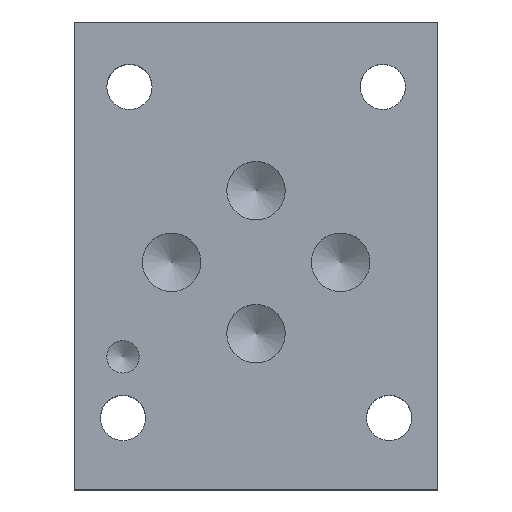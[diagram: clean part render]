
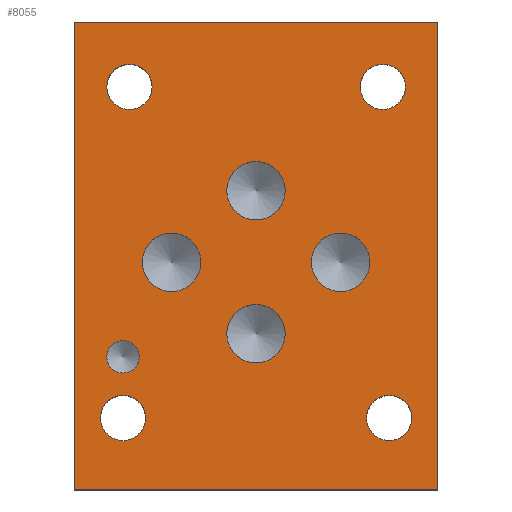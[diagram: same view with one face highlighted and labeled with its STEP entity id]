
A CAD part, top view. The second image highlights one B-rep face of the part: STEP entity #8055.
In plain terms, the highlighted planar face has unit normal (0, 0, 1).
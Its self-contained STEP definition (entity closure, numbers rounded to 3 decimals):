
#93=CIRCLE('',#8416,2.769);
#94=CIRCLE('',#8418,2.769);
#95=CIRCLE('',#8420,2.769);
#96=CIRCLE('',#8422,2.769);
#98=CIRCLE('',#8426,3.569);
#100=CIRCLE('',#8430,3.569);
#102=CIRCLE('',#8434,3.569);
#104=CIRCLE('',#8438,3.569);
#106=CIRCLE('',#8442,1.981);
#159=FACE_BOUND('',#1328,.T.);
#160=FACE_BOUND('',#1329,.T.);
#161=FACE_BOUND('',#1330,.T.);
#162=FACE_BOUND('',#1331,.T.);
#163=FACE_BOUND('',#1332,.T.);
#164=FACE_BOUND('',#1333,.T.);
#165=FACE_BOUND('',#1334,.T.);
#166=FACE_BOUND('',#1335,.T.);
#167=FACE_BOUND('',#1336,.T.);
#449=PLANE('',#8447);
#862=FACE_OUTER_BOUND('',#1327,.T.);
#1327=EDGE_LOOP('',(#7191,#7192,#7193,#7194));
#1328=EDGE_LOOP('',(#7195));
#1329=EDGE_LOOP('',(#7196));
#1330=EDGE_LOOP('',(#7197));
#1331=EDGE_LOOP('',(#7198));
#1332=EDGE_LOOP('',(#7199));
#1333=EDGE_LOOP('',(#7200));
#1334=EDGE_LOOP('',(#7201));
#1335=EDGE_LOOP('',(#7202));
#1336=EDGE_LOOP('',(#7203));
#1681=LINE('',#11923,#2529);
#2095=LINE('',#12906,#2943);
#2141=LINE('',#13240,#2989);
#2184=LINE('',#13520,#3032);
#2529=VECTOR('',#8998,10.);
#2943=VECTOR('',#9722,10.);
#2989=VECTOR('',#9794,10.);
#3032=VECTOR('',#10039,10.);
#3540=VERTEX_POINT('',#11920);
#3541=VERTEX_POINT('',#11922);
#3827=VERTEX_POINT('',#12904);
#3878=VERTEX_POINT('',#13239);
#3927=VERTEX_POINT('',#13459);
#3928=VERTEX_POINT('',#13463);
#3929=VERTEX_POINT('',#13467);
#3930=VERTEX_POINT('',#13471);
#3933=VERTEX_POINT('',#13480);
#3936=VERTEX_POINT('',#13489);
#3939=VERTEX_POINT('',#13498);
#3942=VERTEX_POINT('',#13507);
#3945=VERTEX_POINT('',#13516);
#4428=EDGE_CURVE('',#3541,#3540,#1681,.T.);
#4858=EDGE_CURVE('',#3540,#3827,#2095,.T.);
#4933=EDGE_CURVE('',#3878,#3541,#2141,.T.);
#5003=EDGE_CURVE('',#3927,#3927,#93,.T.);
#5005=EDGE_CURVE('',#3928,#3928,#94,.T.);
#5007=EDGE_CURVE('',#3929,#3929,#95,.T.);
#5009=EDGE_CURVE('',#3930,#3930,#96,.T.);
#5013=EDGE_CURVE('',#3933,#3933,#98,.T.);
#5017=EDGE_CURVE('',#3936,#3936,#100,.T.);
#5021=EDGE_CURVE('',#3939,#3939,#102,.T.);
#5025=EDGE_CURVE('',#3942,#3942,#104,.T.);
#5029=EDGE_CURVE('',#3945,#3945,#106,.T.);
#5031=EDGE_CURVE('',#3827,#3878,#2184,.T.);
#7191=ORIENTED_EDGE('',*,*,#4933,.T.);
#7192=ORIENTED_EDGE('',*,*,#4428,.T.);
#7193=ORIENTED_EDGE('',*,*,#4858,.T.);
#7194=ORIENTED_EDGE('',*,*,#5031,.T.);
#7195=ORIENTED_EDGE('',*,*,#5003,.T.);
#7196=ORIENTED_EDGE('',*,*,#5005,.T.);
#7197=ORIENTED_EDGE('',*,*,#5007,.T.);
#7198=ORIENTED_EDGE('',*,*,#5009,.T.);
#7199=ORIENTED_EDGE('',*,*,#5013,.T.);
#7200=ORIENTED_EDGE('',*,*,#5017,.T.);
#7201=ORIENTED_EDGE('',*,*,#5021,.T.);
#7202=ORIENTED_EDGE('',*,*,#5025,.T.);
#7203=ORIENTED_EDGE('',*,*,#5029,.T.);
#8055=ADVANCED_FACE('',(#862,#159,#160,#161,#162,#163,#164,#165,#166,#167),
#449,.T.);
#8416=AXIS2_PLACEMENT_3D('',#13460,#9969,#9970);
#8418=AXIS2_PLACEMENT_3D('',#13464,#9974,#9975);
#8420=AXIS2_PLACEMENT_3D('',#13468,#9979,#9980);
#8422=AXIS2_PLACEMENT_3D('',#13472,#9984,#9985);
#8426=AXIS2_PLACEMENT_3D('',#13481,#9994,#9995);
#8430=AXIS2_PLACEMENT_3D('',#13490,#10004,#10005);
#8434=AXIS2_PLACEMENT_3D('',#13499,#10014,#10015);
#8438=AXIS2_PLACEMENT_3D('',#13508,#10024,#10025);
#8442=AXIS2_PLACEMENT_3D('',#13517,#10034,#10035);
#8447=AXIS2_PLACEMENT_3D('',#13524,#10046,#10047);
#8998=DIRECTION('',(0.,1.,0.));
#9722=DIRECTION('',(-1.,0.,0.));
#9794=DIRECTION('',(1.,0.,0.));
#9969=DIRECTION('center_axis',(0.,0.,-1.));
#9970=DIRECTION('ref_axis',(1.,0.,0.));
#9974=DIRECTION('center_axis',(0.,0.,-1.));
#9975=DIRECTION('ref_axis',(1.,0.,0.));
#9979=DIRECTION('center_axis',(0.,0.,-1.));
#9980=DIRECTION('ref_axis',(1.,0.,0.));
#9984=DIRECTION('center_axis',(0.,0.,-1.));
#9985=DIRECTION('ref_axis',(1.,0.,0.));
#9994=DIRECTION('center_axis',(0.,0.,-1.));
#9995=DIRECTION('ref_axis',(1.,0.,0.));
#10004=DIRECTION('center_axis',(0.,0.,-1.));
#10005=DIRECTION('ref_axis',(1.,0.,0.));
#10014=DIRECTION('center_axis',(0.,0.,-1.));
#10015=DIRECTION('ref_axis',(1.,0.,0.));
#10024=DIRECTION('center_axis',(0.,0.,-1.));
#10025=DIRECTION('ref_axis',(1.,0.,0.));
#10034=DIRECTION('center_axis',(0.,0.,-1.));
#10035=DIRECTION('ref_axis',(1.,0.,0.));
#10039=DIRECTION('',(0.,-1.,0.));
#10046=DIRECTION('center_axis',(0.,0.,1.));
#10047=DIRECTION('ref_axis',(1.,0.,0.));
#11920=CARTESIAN_POINT('',(44.45,57.15,25.4));
#11922=CARTESIAN_POINT('',(44.45,0.,25.4));
#11923=CARTESIAN_POINT('',(44.45,0.,25.4));
#12904=CARTESIAN_POINT('',(0.,57.15,25.4));
#12906=CARTESIAN_POINT('',(44.45,57.15,25.4));
#13239=CARTESIAN_POINT('',(0.,0.,25.4));
#13240=CARTESIAN_POINT('',(0.,0.,25.4));
#13459=CARTESIAN_POINT('',(34.95,49.238,25.4));
#13460=CARTESIAN_POINT('Origin',(37.719,49.238,25.4));
#13463=CARTESIAN_POINT('',(3.2,8.763,25.4));
#13464=CARTESIAN_POINT('Origin',(5.969,8.763,25.4));
#13467=CARTESIAN_POINT('',(35.738,8.763,25.4));
#13468=CARTESIAN_POINT('Origin',(38.506,8.763,25.4));
#13471=CARTESIAN_POINT('',(3.988,49.225,25.4));
#13472=CARTESIAN_POINT('Origin',(6.756,49.225,25.4));
#13480=CARTESIAN_POINT('',(18.656,36.525,25.4));
#13481=CARTESIAN_POINT('Origin',(22.225,36.525,25.4));
#13489=CARTESIAN_POINT('',(8.344,27.788,25.4));
#13490=CARTESIAN_POINT('Origin',(11.913,27.788,25.4));
#13498=CARTESIAN_POINT('',(28.994,27.788,25.4));
#13499=CARTESIAN_POINT('Origin',(32.563,27.788,25.4));
#13507=CARTESIAN_POINT('',(18.656,19.05,25.4));
#13508=CARTESIAN_POINT('Origin',(22.225,19.05,25.4));
#13516=CARTESIAN_POINT('',(3.988,16.231,25.4));
#13517=CARTESIAN_POINT('Origin',(5.969,16.231,25.4));
#13520=CARTESIAN_POINT('',(0.,57.15,25.4));
#13524=CARTESIAN_POINT('Origin',(22.225,28.575,25.4));
